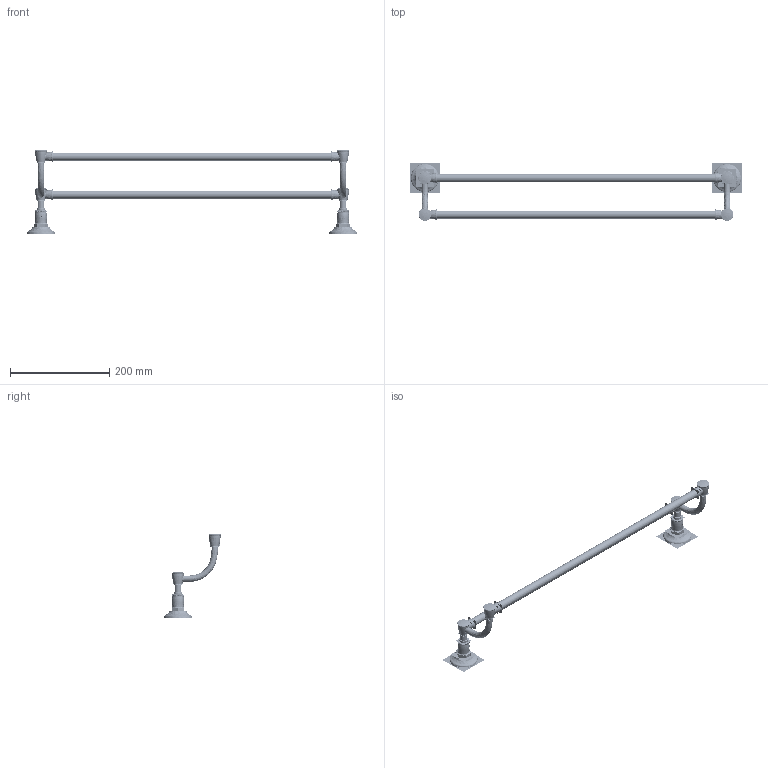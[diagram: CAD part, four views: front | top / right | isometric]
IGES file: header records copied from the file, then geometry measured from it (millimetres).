
Start section:  PTC IGES file: 4822-24.igs
Global section: file name: 4822-24.igs; native system: Creo Parametric by Parametric Technology Corporation; preprocessor: 2013150; author: rsmith; organization: Unknown; date: 20141015.105521; units: inch
Bounding box: 669.6 x 116.84 x 169.49 mm (x, y, z)
Surface area: 387769.9 mm2 (no closed solid volume)
Topology: 0 solids, 0 shells, 3396 faces, 42512 edges, 55566 vertices
Faces by surface type: bspline 1704, revolution 1688, extrusion 4
